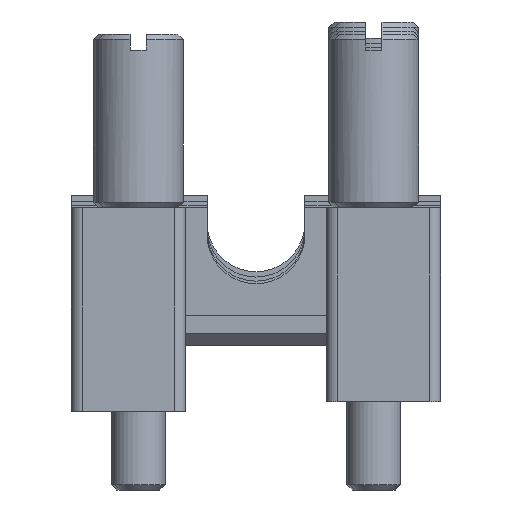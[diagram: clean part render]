
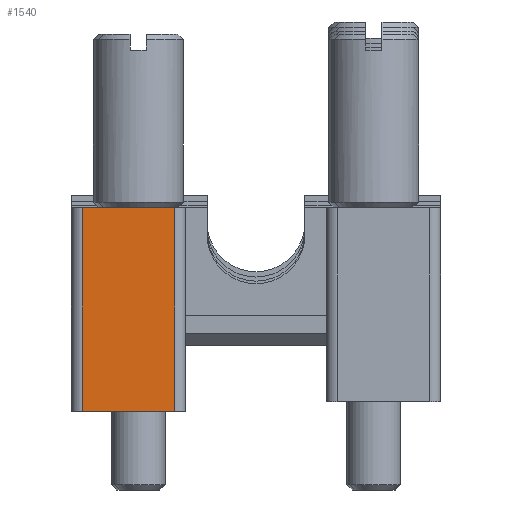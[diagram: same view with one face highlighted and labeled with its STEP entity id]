
A CAD part, left-side view. The second image highlights one B-rep face of the part: STEP entity #1540.
In plain terms, the highlighted planar face has unit normal (-1, 0, 0).
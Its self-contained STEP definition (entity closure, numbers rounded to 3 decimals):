
#1520=AXIS2_PLACEMENT_3D('Plane Axis2P3D',#1517,#1518,#1519) ;
#1160=CARTESIAN_POINT('Vertex',(0.,24.5,7.25)) ;
#1163=CARTESIAN_POINT('Line Origine',(0.,28.75,7.25)) ;
#1167=CARTESIAN_POINT('Vertex',(0.,33.,7.25)) ;
#1498=CARTESIAN_POINT('Line Origine',(0.,33.,16.625)) ;
#1502=CARTESIAN_POINT('Vertex',(0.,33.,26.)) ;
#1517=CARTESIAN_POINT('Axis2P3D Location',(0.,9.5,26.)) ;
#1522=CARTESIAN_POINT('Line Origine',(0.,24.5,16.625)) ;
#1526=CARTESIAN_POINT('Vertex',(0.,24.5,26.)) ;
#1529=CARTESIAN_POINT('Line Origine',(0.,28.75,26.)) ;
#1164=DIRECTION('Vector Direction',(0.,-1.,0.)) ;
#1499=DIRECTION('Vector Direction',(0.,0.,-1.)) ;
#1518=DIRECTION('Axis2P3D Direction',(1.,0.,0.)) ;
#1519=DIRECTION('Axis2P3D XDirection',(0.,-1.,0.)) ;
#1523=DIRECTION('Vector Direction',(0.,0.,-1.)) ;
#1530=DIRECTION('Vector Direction',(0.,-1.,0.)) ;
#1165=VECTOR('Line Direction',#1164,1.) ;
#1500=VECTOR('Line Direction',#1499,1.) ;
#1524=VECTOR('Line Direction',#1523,1.) ;
#1531=VECTOR('Line Direction',#1530,1.) ;
#1535=ORIENTED_EDGE('',*,*,#1528,.F.) ;
#1536=ORIENTED_EDGE('',*,*,#1533,.T.) ;
#1537=ORIENTED_EDGE('',*,*,#1504,.T.) ;
#1538=ORIENTED_EDGE('',*,*,#1169,.F.) ;
#1540=ADVANCED_FACE('Hauptkoerper',(#1539),#1521,.F.) ;
#1169=EDGE_CURVE('',#1161,#1168,#1166,.F.) ;
#1504=EDGE_CURVE('',#1503,#1168,#1501,.T.) ;
#1528=EDGE_CURVE('',#1527,#1161,#1525,.T.) ;
#1533=EDGE_CURVE('',#1527,#1503,#1532,.F.) ;
#1534=EDGE_LOOP('',(#1535,#1536,#1537,#1538)) ;
#1539=FACE_OUTER_BOUND('',#1534,.T.) ;
#1166=LINE('Line',#1163,#1165) ;
#1501=LINE('Line',#1498,#1500) ;
#1525=LINE('Line',#1522,#1524) ;
#1532=LINE('Line',#1529,#1531) ;
#1521=PLANE('',#1520) ;
#1161=VERTEX_POINT('',#1160) ;
#1168=VERTEX_POINT('',#1167) ;
#1503=VERTEX_POINT('',#1502) ;
#1527=VERTEX_POINT('',#1526) ;
